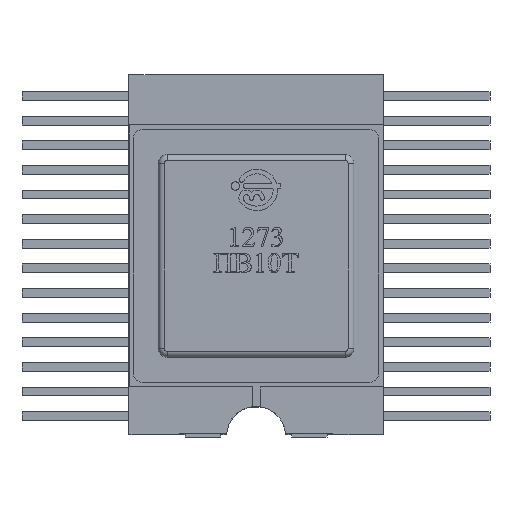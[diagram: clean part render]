
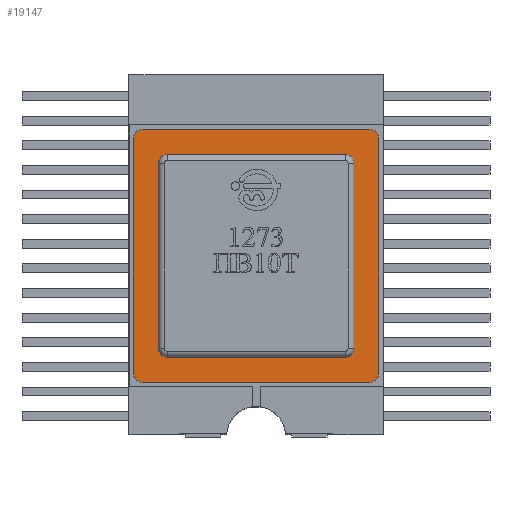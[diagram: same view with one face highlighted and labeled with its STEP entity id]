
A CAD part, top view. The second image highlights one B-rep face of the part: STEP entity #19147.
In plain terms, the highlighted planar face has unit normal (0, 0, 1).
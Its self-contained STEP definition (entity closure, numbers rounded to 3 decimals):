
#423=CIRCLE('',#20005,0.45);
#426=CIRCLE('',#20010,0.45);
#430=CIRCLE('',#20016,0.45);
#432=CIRCLE('',#20020,0.45);
#433=CIRCLE('',#20022,0.45);
#434=CIRCLE('',#20023,0.45);
#435=CIRCLE('',#20024,0.45);
#436=CIRCLE('',#20025,0.45);
#1586=ORIENTED_EDGE('',*,*,#5511,.T.);
#1587=ORIENTED_EDGE('',*,*,#5510,.T.);
#1588=ORIENTED_EDGE('',*,*,#5508,.T.);
#1589=ORIENTED_EDGE('',*,*,#5506,.T.);
#1590=ORIENTED_EDGE('',*,*,#5503,.T.);
#1591=ORIENTED_EDGE('',*,*,#5501,.T.);
#1592=ORIENTED_EDGE('',*,*,#5499,.T.);
#1593=ORIENTED_EDGE('',*,*,#5498,.T.);
#1594=ORIENTED_EDGE('',*,*,#5512,.F.);
#1595=ORIENTED_EDGE('',*,*,#5513,.F.);
#1596=ORIENTED_EDGE('',*,*,#5514,.F.);
#1597=ORIENTED_EDGE('',*,*,#5515,.F.);
#1598=ORIENTED_EDGE('',*,*,#5516,.F.);
#1599=ORIENTED_EDGE('',*,*,#5517,.F.);
#1600=ORIENTED_EDGE('',*,*,#5518,.F.);
#1601=ORIENTED_EDGE('',*,*,#5519,.F.);
#5498=EDGE_CURVE('',#7440,#7441,#8714,.T.);
#5499=EDGE_CURVE('',#7442,#7440,#423,.T.);
#5501=EDGE_CURVE('',#7443,#7442,#8715,.T.);
#5503=EDGE_CURVE('',#7444,#7443,#426,.T.);
#5506=EDGE_CURVE('',#7445,#7444,#8716,.T.);
#5508=EDGE_CURVE('',#7446,#7445,#430,.T.);
#5510=EDGE_CURVE('',#7447,#7446,#8717,.T.);
#5511=EDGE_CURVE('',#7441,#7447,#432,.T.);
#5512=EDGE_CURVE('',#7448,#7449,#8718,.T.);
#5513=EDGE_CURVE('',#7450,#7448,#433,.T.);
#5514=EDGE_CURVE('',#7451,#7450,#8719,.T.);
#5515=EDGE_CURVE('',#7452,#7451,#434,.T.);
#5516=EDGE_CURVE('',#7453,#7452,#8720,.T.);
#5517=EDGE_CURVE('',#7454,#7453,#435,.T.);
#5518=EDGE_CURVE('',#7455,#7454,#8721,.T.);
#5519=EDGE_CURVE('',#7449,#7455,#436,.T.);
#7440=VERTEX_POINT('',#26528);
#7441=VERTEX_POINT('',#26530);
#7442=VERTEX_POINT('',#26534);
#7443=VERTEX_POINT('',#26538);
#7444=VERTEX_POINT('',#26542);
#7445=VERTEX_POINT('',#26546);
#7446=VERTEX_POINT('',#26550);
#7447=VERTEX_POINT('',#26554);
#7448=VERTEX_POINT('',#26560);
#7449=VERTEX_POINT('',#26561);
#7450=VERTEX_POINT('',#26563);
#7451=VERTEX_POINT('',#26565);
#7452=VERTEX_POINT('',#26567);
#7453=VERTEX_POINT('',#26569);
#7454=VERTEX_POINT('',#26571);
#7455=VERTEX_POINT('',#26573);
#8714=LINE('',#26531,#10415);
#8715=LINE('',#26537,#10416);
#8716=LINE('',#26547,#10417);
#8717=LINE('',#26555,#10418);
#8718=LINE('',#26559,#10419);
#8719=LINE('',#26564,#10420);
#8720=LINE('',#26568,#10421);
#8721=LINE('',#26572,#10422);
#10415=VECTOR('',#21750,1000.);
#10416=VECTOR('',#21759,1000.);
#10417=VECTOR('',#21772,1000.);
#10418=VECTOR('',#21783,1000.);
#10419=VECTOR('',#21790,1000.);
#10420=VECTOR('',#21793,1000.);
#10421=VECTOR('',#21796,1000.);
#10422=VECTOR('',#21799,1000.);
#11632=EDGE_LOOP('',(#1586,#1587,#1588,#1589,#1590,#1591,#1592,#1593));
#11633=EDGE_LOOP('',(#1594,#1595,#1596,#1597,#1598,#1599,#1600,#1601));
#12413=FACE_BOUND('',#11632,.T.);
#12414=FACE_BOUND('',#11633,.T.);
#13147=PLANE('',#20021);
#19147=ADVANCED_FACE('',(#12413,#12414),#13147,.F.);
#20005=AXIS2_PLACEMENT_3D('',#26533,#21753,#21754);
#20010=AXIS2_PLACEMENT_3D('',#26541,#21764,#21765);
#20016=AXIS2_PLACEMENT_3D('',#26551,#21777,#21778);
#20020=AXIS2_PLACEMENT_3D('',#26557,#21786,#21787);
#20021=AXIS2_PLACEMENT_3D('',#26558,#21788,#21789);
#20022=AXIS2_PLACEMENT_3D('',#26562,#21791,#21792);
#20023=AXIS2_PLACEMENT_3D('',#26566,#21794,#21795);
#20024=AXIS2_PLACEMENT_3D('',#26570,#21797,#21798);
#20025=AXIS2_PLACEMENT_3D('',#26574,#21800,#21801);
#21750=DIRECTION('',(1.,0.,0.));
#21753=DIRECTION('',(0.,0.,-1.));
#21754=DIRECTION('',(0.,-1.,0.));
#21759=DIRECTION('',(0.,1.,0.));
#21764=DIRECTION('',(0.,0.,-1.));
#21765=DIRECTION('',(0.,1.,0.));
#21772=DIRECTION('',(-1.,0.,0.));
#21777=DIRECTION('',(0.,0.,-1.));
#21778=DIRECTION('',(0.,1.,0.));
#21783=DIRECTION('',(0.,-1.,0.));
#21786=DIRECTION('',(0.,0.,-1.));
#21787=DIRECTION('',(0.,-1.,0.));
#21788=DIRECTION('',(0.,0.,-1.));
#21789=DIRECTION('',(-1.,0.,0.));
#21790=DIRECTION('',(0.,-1.,0.));
#21791=DIRECTION('',(0.,0.,-1.));
#21792=DIRECTION('',(0.,-1.,0.));
#21793=DIRECTION('',(1.,0.,0.));
#21794=DIRECTION('',(0.,0.,-1.));
#21795=DIRECTION('',(0.,-1.,0.));
#21796=DIRECTION('',(0.,1.,0.));
#21797=DIRECTION('',(0.,0.,-1.));
#21798=DIRECTION('',(0.,1.,0.));
#21799=DIRECTION('',(-1.,0.,0.));
#21800=DIRECTION('',(0.,0.,-1.));
#21801=DIRECTION('',(0.,1.,0.));
#26528=CARTESIAN_POINT('',(-4.519,5.139,2.608));
#26530=CARTESIAN_POINT('',(4.519,5.139,2.608));
#26531=CARTESIAN_POINT('',(4.519,5.139,2.608));
#26533=CARTESIAN_POINT('',(-4.519,4.689,2.608));
#26534=CARTESIAN_POINT('',(-4.969,4.689,2.608));
#26537=CARTESIAN_POINT('',(-4.969,4.689,2.608));
#26538=CARTESIAN_POINT('',(-4.969,-4.689,2.608));
#26541=CARTESIAN_POINT('',(-4.519,-4.689,2.608));
#26542=CARTESIAN_POINT('',(-4.519,-5.139,2.608));
#26546=CARTESIAN_POINT('',(4.519,-5.139,2.608));
#26547=CARTESIAN_POINT('',(-4.519,-5.139,2.608));
#26550=CARTESIAN_POINT('',(4.969,-4.689,2.608));
#26551=CARTESIAN_POINT('',(4.519,-4.689,2.608));
#26554=CARTESIAN_POINT('',(4.969,4.689,2.608));
#26555=CARTESIAN_POINT('',(4.969,-4.689,2.608));
#26557=CARTESIAN_POINT('',(4.519,4.689,2.608));
#26558=CARTESIAN_POINT('',(5.775,-5.954,2.608));
#26559=CARTESIAN_POINT('',(6.225,-5.954,2.608));
#26560=CARTESIAN_POINT('',(6.225,5.954,2.608));
#26561=CARTESIAN_POINT('',(6.225,-5.954,2.608));
#26562=CARTESIAN_POINT('',(5.775,5.954,2.608));
#26563=CARTESIAN_POINT('',(5.775,6.404,2.608));
#26564=CARTESIAN_POINT('',(5.775,6.404,2.608));
#26565=CARTESIAN_POINT('',(-5.775,6.404,2.608));
#26566=CARTESIAN_POINT('',(-5.775,5.954,2.608));
#26567=CARTESIAN_POINT('',(-6.225,5.954,2.608));
#26568=CARTESIAN_POINT('',(-6.225,5.954,2.608));
#26569=CARTESIAN_POINT('',(-6.225,-5.954,2.608));
#26570=CARTESIAN_POINT('',(-5.775,-5.954,2.608));
#26571=CARTESIAN_POINT('',(-5.775,-6.404,2.608));
#26572=CARTESIAN_POINT('',(-5.775,-6.404,2.608));
#26573=CARTESIAN_POINT('',(5.775,-6.404,2.608));
#26574=CARTESIAN_POINT('',(5.775,-5.954,2.608));
